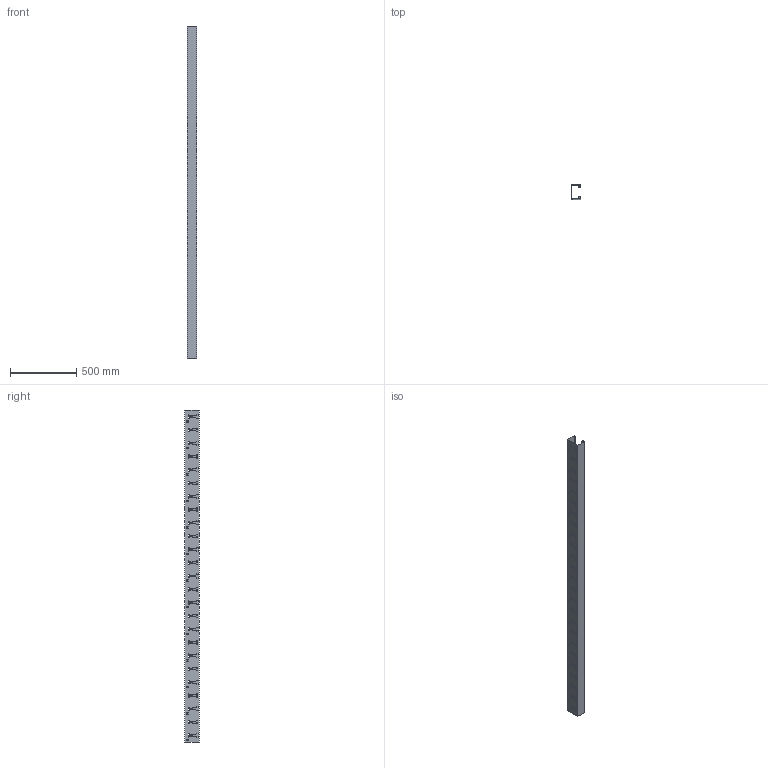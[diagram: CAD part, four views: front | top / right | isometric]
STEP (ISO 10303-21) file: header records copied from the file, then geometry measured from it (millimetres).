
FILE_DESCRIPTION((''),'2;1');
FILE_NAME('640008P01','2023-05-23T12:00:39',('sivasanker.y'),(''),'CREO PARAMETRIC BY PTC INC, 2021284','CREO PARAMETRIC BY PTC INC, 2021284','');
FILE_SCHEMA(('CONFIG_CONTROL_DESIGN'));
Products named in the file (1): 640008P01
Bounding box: 72.02 x 110.04 x 2500 mm (x, y, z)
Volume: 644780.7 mm3; surface area: 1623341.6 mm2
Topology: 1 solids, 1 shells, 1582 faces, 4516 edges, 2936 vertices
Faces by surface type: plane 969, cylinder 513, bspline 100
Entity records: 62666 total; most frequent: CARTESIAN_POINT 20732, ORIENTED_EDGE 9032, DIRECTION 8306, EDGE_CURVE 4516, VECTOR 3290, LINE 3290, VERTEX_POINT 2936, AXIS2_PLACEMENT_3D 2508
